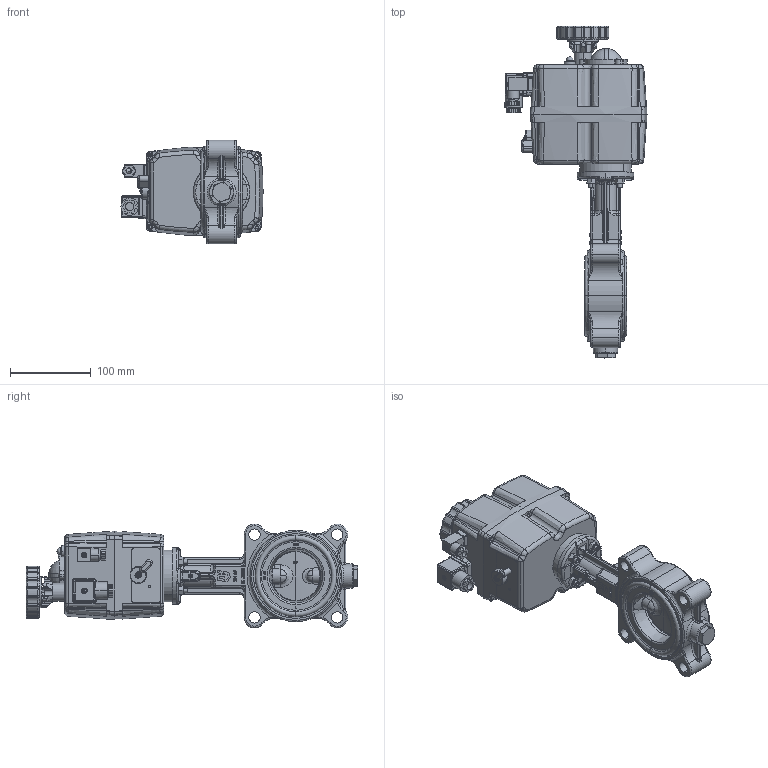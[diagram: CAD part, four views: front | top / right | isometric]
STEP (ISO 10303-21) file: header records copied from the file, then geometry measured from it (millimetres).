
FILE_DESCRIPTION (( 'STEP AP203' ), '1' );
FILE_NAME ('AKE02_DN65.STEP', '2022-10-20T07:42:08', ( '' ), ( '' ), 'SwSTEP 2.0', 'SolidWorks 2021', '' );
FILE_SCHEMA (( 'CONFIG_CONTROL_DESIGN' ));
Products named in the file (1): AKE02_DN65
Bounding box: 176.14 x 411.5 x 128.53 mm (x, y, z)
Surface area: 228792.5 mm2 (no closed solid volume)
Topology: 0 solids, 87 shells, 1916 faces, 6187 edges, 4162 vertices
Faces by surface type: cylinder 547, plane 546, torus 391, bspline 285, cone 120, sphere 27
Entity records: 105200 total; most frequent: CARTESIAN_POINT 53911, DIRECTION 10412, ORIENTED_EDGE 10084, EDGE_CURVE 6119, VERTEX_POINT 4161, AXIS2_PLACEMENT_3D 3978, LINE 2456, VECTOR 2456
